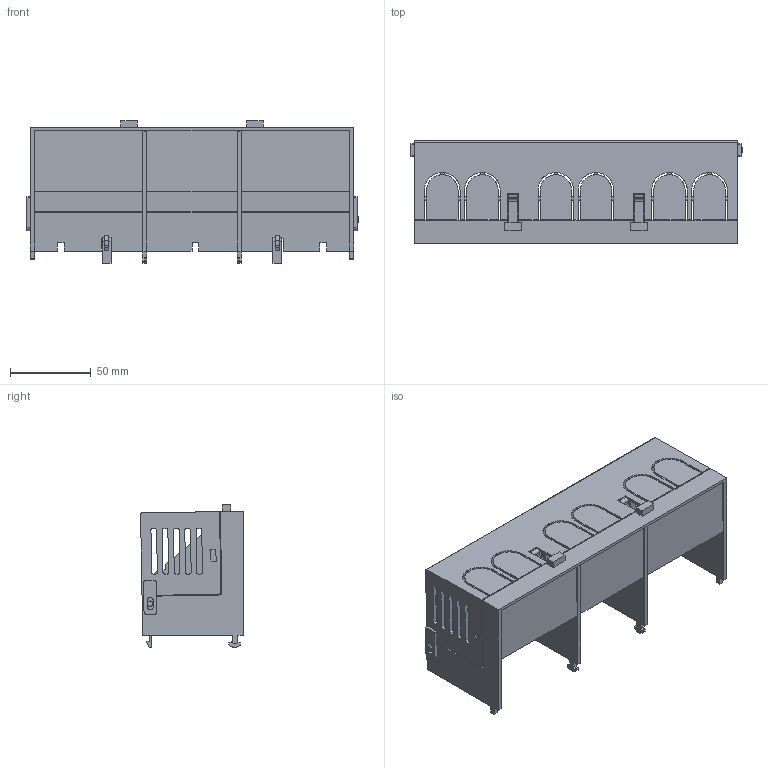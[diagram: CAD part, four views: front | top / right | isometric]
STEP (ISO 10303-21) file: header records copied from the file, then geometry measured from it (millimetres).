
FILE_DESCRIPTION(/* description */ ('STEP AP214'),/* implementation_level */ '2;1');
FILE_NAME(/* name */ '150-TC2',/* time_stamp */ '2025-04-15T20:37:11+02:00',/* author */ ('License CC BY-ND 4.0'),/* organization */ ('CADENAS'),/* preprocessor_version */ 'ST-DEVELOPER v19.3',/* originating_system */ 'PARTsolutions',/* authorisation */ ' ');
FILE_SCHEMA (('AUTOMOTIVE_DESIGN {1 0 10303 214 3 1 1}'));
Length unit declared in the file: millimetre
Products named in the file (1): 150-TC2
Bounding box: 206 x 63.8 x 88.5 mm (x, y, z)
Volume: 147058.9 mm3; surface area: 112008.9 mm2
Topology: 1 solids, 1 shells, 771 faces, 2332 edges, 1551 vertices
Faces by surface type: plane 526, cylinder 245
Full cylindrical faces by diameter (mm): 3.39 x2, 5.35 x6
Entity records: 26309 total; most frequent: ORIENTED_EDGE 4646, CARTESIAN_POINT 4645, DIRECTION 4381, EDGE_CURVE 2323, LINE 1809, VECTOR 1809, VERTEX_POINT 1550, AXIS2_PLACEMENT_3D 1286
